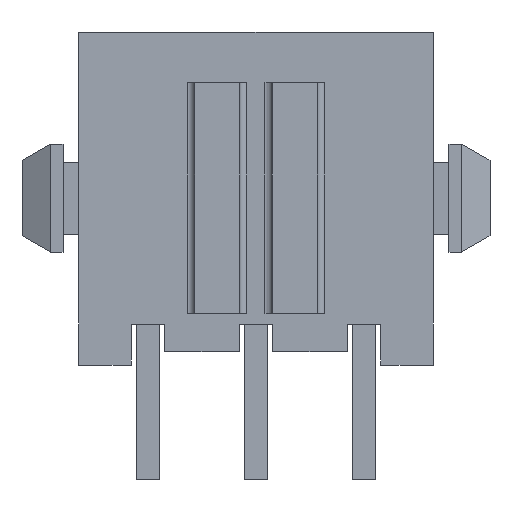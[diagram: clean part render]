
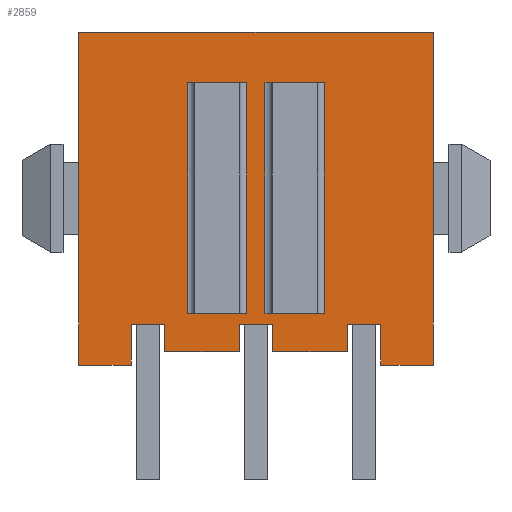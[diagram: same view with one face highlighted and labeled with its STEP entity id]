
A CAD part, front view. The second image highlights one B-rep face of the part: STEP entity #2859.
In plain terms, the highlighted planar face has unit normal (0, -1, 0).
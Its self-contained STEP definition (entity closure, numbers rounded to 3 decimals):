
#10=DIRECTION('',(0.,0.,-1.));
#11=VECTOR('',#10,9.24);
#12=CARTESIAN_POINT('',(-4.93,-3.43,0.));
#13=LINE('',#12,#11);
#343=DIRECTION('',(0.,0.,-1.));
#344=VECTOR('',#343,9.24);
#345=CARTESIAN_POINT('',(4.93,-3.43,0.));
#346=LINE('',#345,#344);
#383=DIRECTION('',(0.,0.,1.));
#384=VECTOR('',#383,1.13);
#385=CARTESIAN_POINT('',(-3.465,-3.43,-9.24));
#386=LINE('',#385,#384);
#399=DIRECTION('',(1.,0.,0.));
#400=VECTOR('',#399,0.93);
#401=CARTESIAN_POINT('',(-3.465,-3.43,-8.11));
#402=LINE('',#401,#400);
#403=DIRECTION('',(1.,0.,0.));
#404=VECTOR('',#403,9.86);
#405=CARTESIAN_POINT('',(-4.93,-3.43,0.));
#406=LINE('',#405,#404);
#407=DIRECTION('',(1.,0.,0.));
#408=VECTOR('',#407,0.93);
#409=CARTESIAN_POINT('',(2.535,-3.43,-8.11));
#410=LINE('',#409,#408);
#411=DIRECTION('',(0.,0.,-1.));
#412=VECTOR('',#411,0.76);
#413=CARTESIAN_POINT('',(2.535,-3.43,-8.11));
#414=LINE('',#413,#412);
#415=DIRECTION('',(1.,0.,0.));
#416=VECTOR('',#415,2.07);
#417=CARTESIAN_POINT('',(0.465,-3.43,-8.87));
#418=LINE('',#417,#416);
#419=DIRECTION('',(0.,0.,-1.));
#420=VECTOR('',#419,0.76);
#421=CARTESIAN_POINT('',(0.465,-3.43,-8.11));
#422=LINE('',#421,#420);
#423=DIRECTION('',(1.,0.,0.));
#424=VECTOR('',#423,0.93);
#425=CARTESIAN_POINT('',(-0.465,-3.43,-8.11));
#426=LINE('',#425,#424);
#427=DIRECTION('',(0.,0.,-1.));
#428=VECTOR('',#427,0.76);
#429=CARTESIAN_POINT('',(-0.465,-3.43,-8.11));
#430=LINE('',#429,#428);
#431=DIRECTION('',(1.,0.,0.));
#432=VECTOR('',#431,2.07);
#433=CARTESIAN_POINT('',(-2.535,-3.43,-8.87));
#434=LINE('',#433,#432);
#435=DIRECTION('',(0.,0.,-1.));
#436=VECTOR('',#435,0.76);
#437=CARTESIAN_POINT('',(-2.535,-3.43,-8.11));
#438=LINE('',#437,#436);
#439=DIRECTION('',(0.,0.,-1.));
#440=VECTOR('',#439,6.4);
#441=CARTESIAN_POINT('',(0.25,-3.43,-1.4));
#442=LINE('',#441,#440);
#443=DIRECTION('',(0.,0.,1.));
#444=VECTOR('',#443,6.4);
#445=CARTESIAN_POINT('',(1.9,-3.43,-7.8));
#446=LINE('',#445,#444);
#447=DIRECTION('',(0.,0.,1.));
#448=VECTOR('',#447,6.4);
#449=CARTESIAN_POINT('',(-0.25,-3.43,-7.8));
#450=LINE('',#449,#448);
#451=DIRECTION('',(0.,0.,-1.));
#452=VECTOR('',#451,6.4);
#453=CARTESIAN_POINT('',(-1.9,-3.43,-1.4));
#454=LINE('',#453,#452);
#659=DIRECTION('',(0.,0.,-1.));
#660=VECTOR('',#659,1.13);
#661=CARTESIAN_POINT('',(3.465,-3.43,-8.11));
#662=LINE('',#661,#660);
#739=DIRECTION('',(1.,0.,0.));
#740=VECTOR('',#739,1.465);
#741=CARTESIAN_POINT('',(-4.93,-3.43,-9.24));
#742=LINE('',#741,#740);
#747=DIRECTION('',(1.,0.,0.));
#748=VECTOR('',#747,1.465);
#749=CARTESIAN_POINT('',(3.465,-3.43,-9.24));
#750=LINE('',#749,#748);
#1481=DIRECTION('',(1.,0.,0.));
#1482=VECTOR('',#1481,1.65);
#1483=CARTESIAN_POINT('',(0.25,-3.43,-1.4));
#1484=LINE('',#1483,#1482);
#1497=DIRECTION('',(1.,0.,0.));
#1498=VECTOR('',#1497,1.65);
#1499=CARTESIAN_POINT('',(-1.9,-3.43,-1.4));
#1500=LINE('',#1499,#1498);
#1527=DIRECTION('',(-1.,0.,0.));
#1528=VECTOR('',#1527,1.65);
#1529=CARTESIAN_POINT('',(1.9,-3.43,-7.8));
#1530=LINE('',#1529,#1528);
#1543=DIRECTION('',(-1.,0.,0.));
#1544=VECTOR('',#1543,1.65);
#1545=CARTESIAN_POINT('',(-0.25,-3.43,-7.8));
#1546=LINE('',#1545,#1544);
#1860=CARTESIAN_POINT('',(-4.93,-3.43,0.));
#1861=VERTEX_POINT('',#1860);
#1862=CARTESIAN_POINT('',(-4.93,-3.43,-9.24));
#1863=VERTEX_POINT('',#1862);
#1876=CARTESIAN_POINT('',(4.93,-3.43,0.));
#1877=VERTEX_POINT('',#1876);
#1878=CARTESIAN_POINT('',(4.93,-3.43,-9.24));
#1879=VERTEX_POINT('',#1878);
#1888=CARTESIAN_POINT('',(-3.465,-3.43,-9.24));
#1890=VERTEX_POINT('',#1888);
#1892=CARTESIAN_POINT('',(3.465,-3.43,-9.24));
#1894=VERTEX_POINT('',#1892);
#2147=CARTESIAN_POINT('',(0.25,-3.43,-1.4));
#2148=CARTESIAN_POINT('',(0.25,-3.43,-7.8));
#2149=VERTEX_POINT('',#2147);
#2150=VERTEX_POINT('',#2148);
#2155=CARTESIAN_POINT('',(-0.25,-3.43,-7.8));
#2156=CARTESIAN_POINT('',(-0.25,-3.43,-1.4));
#2157=VERTEX_POINT('',#2155);
#2158=VERTEX_POINT('',#2156);
#2163=CARTESIAN_POINT('',(-1.9,-3.43,-1.4));
#2164=CARTESIAN_POINT('',(-1.9,-3.43,-7.8));
#2165=VERTEX_POINT('',#2163);
#2166=VERTEX_POINT('',#2164);
#2171=CARTESIAN_POINT('',(1.9,-3.43,-7.8));
#2172=CARTESIAN_POINT('',(1.9,-3.43,-1.4));
#2173=VERTEX_POINT('',#2171);
#2174=VERTEX_POINT('',#2172);
#2193=CARTESIAN_POINT('',(2.535,-3.43,-8.11));
#2194=CARTESIAN_POINT('',(3.465,-3.43,-8.11));
#2195=VERTEX_POINT('',#2193);
#2196=VERTEX_POINT('',#2194);
#2197=CARTESIAN_POINT('',(2.535,-3.43,-8.87));
#2198=VERTEX_POINT('',#2197);
#2219=CARTESIAN_POINT('',(-0.465,-3.43,-8.11));
#2220=CARTESIAN_POINT('',(0.465,-3.43,-8.11));
#2221=VERTEX_POINT('',#2219);
#2222=VERTEX_POINT('',#2220);
#2223=CARTESIAN_POINT('',(-0.465,-3.43,-8.87));
#2224=VERTEX_POINT('',#2223);
#2225=CARTESIAN_POINT('',(0.465,-3.43,-8.87));
#2226=VERTEX_POINT('',#2225);
#2289=CARTESIAN_POINT('',(-3.465,-3.43,-8.11));
#2290=CARTESIAN_POINT('',(-2.535,-3.43,-8.11));
#2291=VERTEX_POINT('',#2289);
#2292=VERTEX_POINT('',#2290);
#2293=CARTESIAN_POINT('',(-2.535,-3.43,-8.87));
#2294=VERTEX_POINT('',#2293);
#2804=CARTESIAN_POINT('',(-4.93,-3.43,0.));
#2805=DIRECTION('',(0.,-1.,0.));
#2806=DIRECTION('',(0.,0.,-1.));
#2807=AXIS2_PLACEMENT_3D('',#2804,#2805,#2806);
#2808=PLANE('',#2807);
#2810=ORIENTED_EDGE('',*,*,#2809,.F.);
#2811=ORIENTED_EDGE('',*,*,#2779,.F.);
#2813=ORIENTED_EDGE('',*,*,#2812,.F.);
#2814=ORIENTED_EDGE('',*,*,#2460,.F.);
#2815=ORIENTED_EDGE('',*,*,#2635,.T.);
#2816=ORIENTED_EDGE('',*,*,#2730,.T.);
#2818=ORIENTED_EDGE('',*,*,#2817,.F.);
#2820=ORIENTED_EDGE('',*,*,#2819,.F.);
#2822=ORIENTED_EDGE('',*,*,#2821,.F.);
#2824=ORIENTED_EDGE('',*,*,#2823,.T.);
#2826=ORIENTED_EDGE('',*,*,#2825,.F.);
#2828=ORIENTED_EDGE('',*,*,#2827,.F.);
#2830=ORIENTED_EDGE('',*,*,#2829,.F.);
#2832=ORIENTED_EDGE('',*,*,#2831,.T.);
#2834=ORIENTED_EDGE('',*,*,#2833,.F.);
#2836=ORIENTED_EDGE('',*,*,#2835,.F.);
#2837=EDGE_LOOP('',(#2810,#2811,#2813,#2814,#2815,#2816,#2818,#2820,#2822,#2824,
#2826,#2828,#2830,#2832,#2834,#2836));
#2838=FACE_OUTER_BOUND('',#2837,.F.);
#2840=ORIENTED_EDGE('',*,*,#2839,.T.);
#2842=ORIENTED_EDGE('',*,*,#2841,.F.);
#2844=ORIENTED_EDGE('',*,*,#2843,.T.);
#2846=ORIENTED_EDGE('',*,*,#2845,.F.);
#2847=EDGE_LOOP('',(#2840,#2842,#2844,#2846));
#2848=FACE_BOUND('',#2847,.F.);
#2850=ORIENTED_EDGE('',*,*,#2849,.T.);
#2852=ORIENTED_EDGE('',*,*,#2851,.F.);
#2854=ORIENTED_EDGE('',*,*,#2853,.T.);
#2856=ORIENTED_EDGE('',*,*,#2855,.F.);
#2857=EDGE_LOOP('',(#2850,#2852,#2854,#2856));
#2858=FACE_BOUND('',#2857,.F.);
#2460=EDGE_CURVE('',#1861,#1863,#13,.T.);
#2635=EDGE_CURVE('',#1861,#1877,#406,.T.);
#2730=EDGE_CURVE('',#1877,#1879,#346,.T.);
#2779=EDGE_CURVE('',#1890,#2291,#386,.T.);
#2809=EDGE_CURVE('',#2291,#2292,#402,.T.);
#2812=EDGE_CURVE('',#1863,#1890,#742,.T.);
#2817=EDGE_CURVE('',#1894,#1879,#750,.T.);
#2819=EDGE_CURVE('',#2196,#1894,#662,.T.);
#2821=EDGE_CURVE('',#2195,#2196,#410,.T.);
#2823=EDGE_CURVE('',#2195,#2198,#414,.T.);
#2825=EDGE_CURVE('',#2226,#2198,#418,.T.);
#2827=EDGE_CURVE('',#2222,#2226,#422,.T.);
#2829=EDGE_CURVE('',#2221,#2222,#426,.T.);
#2831=EDGE_CURVE('',#2221,#2224,#430,.T.);
#2833=EDGE_CURVE('',#2294,#2224,#434,.T.);
#2835=EDGE_CURVE('',#2292,#2294,#438,.T.);
#2839=EDGE_CURVE('',#2149,#2150,#442,.T.);
#2841=EDGE_CURVE('',#2173,#2150,#1530,.T.);
#2843=EDGE_CURVE('',#2173,#2174,#446,.T.);
#2845=EDGE_CURVE('',#2149,#2174,#1484,.T.);
#2849=EDGE_CURVE('',#2157,#2158,#450,.T.);
#2851=EDGE_CURVE('',#2165,#2158,#1500,.T.);
#2853=EDGE_CURVE('',#2165,#2166,#454,.T.);
#2855=EDGE_CURVE('',#2157,#2166,#1546,.T.);
#2859=ADVANCED_FACE('',(#2838,#2848,#2858),#2808,.T.);
